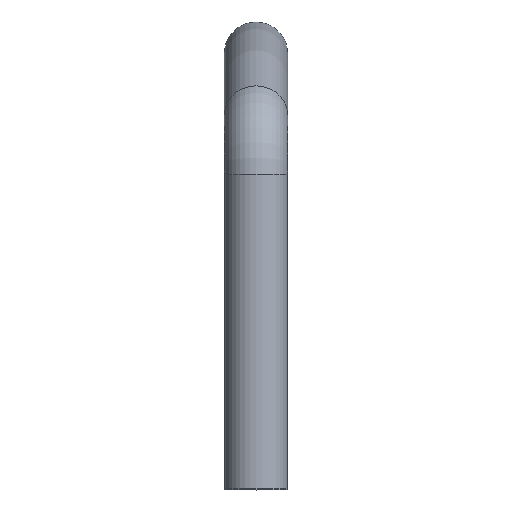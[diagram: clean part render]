
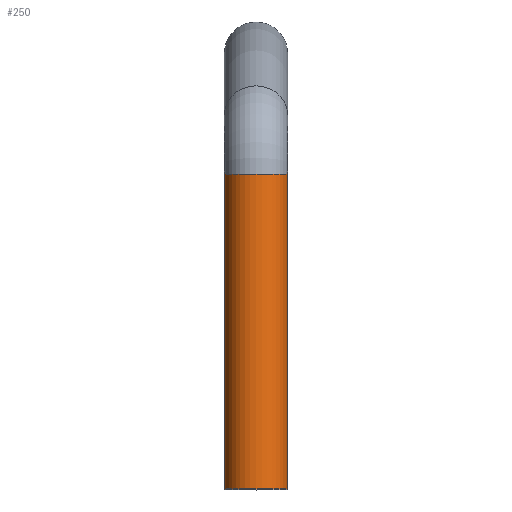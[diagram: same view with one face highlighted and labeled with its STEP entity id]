
A CAD part, top view. The second image highlights one B-rep face of the part: STEP entity #250.
In plain terms, the highlighted cylindrical face has radius 2 mm (diameter 4 mm), a full revolution.
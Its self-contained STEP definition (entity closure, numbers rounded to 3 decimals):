
#24=CYLINDRICAL_SURFACE('',#293,2.);
#34=FACE_OUTER_BOUND('',#49,.T.);
#49=EDGE_LOOP('',(#204,#205,#206,#207,#208,#209,#210));
#66=CIRCLE('',#288,2.);
#67=CIRCLE('',#289,2.);
#70=CIRCLE('',#294,2.);
#71=CIRCLE('',#295,2.);
#72=CIRCLE('',#296,2.);
#89=LINE('',#456,#97);
#97=VECTOR('',#369,2.);
#113=VERTEX_POINT('',#445);
#114=VERTEX_POINT('',#446);
#117=VERTEX_POINT('',#455);
#118=VERTEX_POINT('',#457);
#119=VERTEX_POINT('',#459);
#145=EDGE_CURVE('',#113,#114,#66,.F.);
#146=EDGE_CURVE('',#114,#113,#67,.F.);
#149=EDGE_CURVE('',#114,#117,#89,.T.);
#150=EDGE_CURVE('',#118,#117,#70,.F.);
#151=EDGE_CURVE('',#119,#118,#71,.F.);
#152=EDGE_CURVE('',#117,#119,#72,.F.);
#204=ORIENTED_EDGE('',*,*,#145,.T.);
#205=ORIENTED_EDGE('',*,*,#149,.T.);
#206=ORIENTED_EDGE('',*,*,#150,.F.);
#207=ORIENTED_EDGE('',*,*,#151,.F.);
#208=ORIENTED_EDGE('',*,*,#152,.F.);
#209=ORIENTED_EDGE('',*,*,#149,.F.);
#210=ORIENTED_EDGE('',*,*,#146,.T.);
#250=ADVANCED_FACE('',(#34),#24,.T.);
#288=AXIS2_PLACEMENT_3D('',#447,#357,#358);
#289=AXIS2_PLACEMENT_3D('',#448,#359,#360);
#293=AXIS2_PLACEMENT_3D('',#454,#367,#368);
#294=AXIS2_PLACEMENT_3D('',#458,#370,#371);
#295=AXIS2_PLACEMENT_3D('',#460,#372,#373);
#296=AXIS2_PLACEMENT_3D('',#461,#374,#375);
#357=DIRECTION('center_axis',(0.,-1.,0.));
#358=DIRECTION('ref_axis',(1.,0.,0.));
#359=DIRECTION('center_axis',(0.,-1.,0.));
#360=DIRECTION('ref_axis',(1.,0.,0.));
#367=DIRECTION('center_axis',(0.,-1.,0.));
#368=DIRECTION('ref_axis',(1.,0.,0.));
#369=DIRECTION('',(0.,1.,0.));
#370=DIRECTION('center_axis',(0.,-1.,0.));
#371=DIRECTION('ref_axis',(0.,0.,1.));
#372=DIRECTION('center_axis',(0.,-1.,0.));
#373=DIRECTION('ref_axis',(0.,0.,1.));
#374=DIRECTION('center_axis',(0.,-1.,0.));
#375=DIRECTION('ref_axis',(0.,0.,1.));
#445=CARTESIAN_POINT('',(2.,-26.155,-92.981));
#446=CARTESIAN_POINT('',(-2.,-26.155,-92.981));
#447=CARTESIAN_POINT('Origin',(0.,-26.155,-92.981));
#448=CARTESIAN_POINT('Origin',(0.,-26.155,-92.981));
#454=CARTESIAN_POINT('Origin',(0.,-6.3,-92.981));
#455=CARTESIAN_POINT('',(-2.,-6.3,-92.981));
#456=CARTESIAN_POINT('',(-2.,-6.3,-92.981));
#457=CARTESIAN_POINT('',(0.,-6.3,-94.981));
#458=CARTESIAN_POINT('Origin',(0.,-6.3,-92.981));
#459=CARTESIAN_POINT('',(0.,-6.3,-90.981));
#460=CARTESIAN_POINT('Origin',(0.,-6.3,-92.981));
#461=CARTESIAN_POINT('Origin',(0.,-6.3,-92.981));
